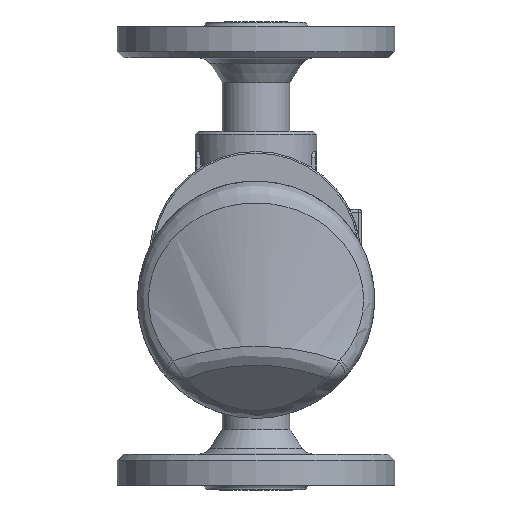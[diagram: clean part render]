
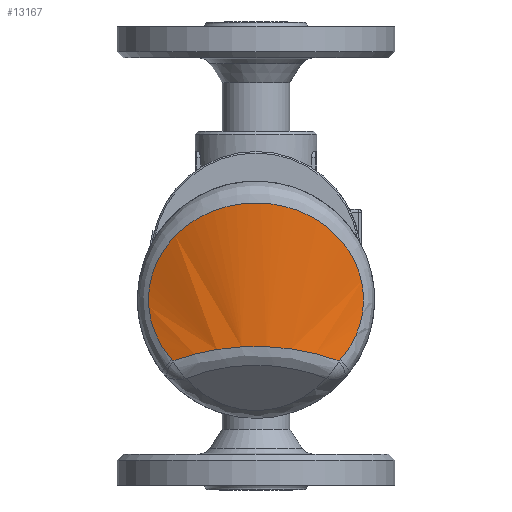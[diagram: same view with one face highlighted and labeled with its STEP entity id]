
A CAD part, left-side view. The second image highlights one B-rep face of the part: STEP entity #13167.
In plain terms, the highlighted free-form (B-spline) face has degree [1, 2] with [2, 9] control points.
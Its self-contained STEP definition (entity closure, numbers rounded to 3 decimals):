
#10091=CARTESIAN_POINT('',(-40.594,-26.975,-19.277));
#10092=VERTEX_POINT('',#10091);
#10100=CARTESIAN_POINT('',(-40.741,-26.619,-19.599));
#10101=VERTEX_POINT('',#10100);
#10102=CARTESIAN_POINT('',(-40.594,-26.975,-19.277));
#10103=CARTESIAN_POINT('',(-40.638,-26.869,-19.397));
#10104=CARTESIAN_POINT('',(-40.687,-26.75,-19.506));
#10105=CARTESIAN_POINT('',(-40.741,-26.619,-19.599));
#10106=B_SPLINE_CURVE_WITH_KNOTS('',3,(#10102,#10103,#10104,#10105),.UNSPECIFIED.,.F.,.U.,(4,4),(0.,0.047),.UNSPECIFIED.);
#10107=EDGE_CURVE('',#10092,#10101,#10106,.T.);
#10278=CARTESIAN_POINT('',(-40.594,26.975,-19.277));
#10279=VERTEX_POINT('',#10278);
#10298=CARTESIAN_POINT('',(-40.741,26.619,-19.599));
#10299=VERTEX_POINT('',#10298);
#10307=CARTESIAN_POINT('',(-40.741,26.619,-19.599));
#10308=CARTESIAN_POINT('',(-40.687,26.75,-19.506));
#10309=CARTESIAN_POINT('',(-40.638,26.869,-19.397));
#10310=CARTESIAN_POINT('',(-40.594,26.975,-19.277));
#10311=B_SPLINE_CURVE_WITH_KNOTS('',3,(#10307,#10308,#10309,#10310),.UNSPECIFIED.,.F.,.U.,(4,4),(0.,0.047),.UNSPECIFIED.);
#10312=EDGE_CURVE('',#10299,#10279,#10311,.T.);
#10574=CARTESIAN_POINT('',(24.,0.,-76.479));
#10575=DIRECTION('',(-0.66,0.,-0.751));
#10576=DIRECTION('',(-0.751,0.,0.66));
#10577=AXIS2_PLACEMENT_3D('',#10574,#10575,#10576);
#10578=ELLIPSE('',#10577,93.179,70.);
#10579=EDGE_CURVE('',#10101,#10299,#10578,.T.);
#11255=CARTESIAN_POINT('',(-40.594,26.975,-19.277));
#11256=CARTESIAN_POINT('',(-40.359,27.538,-18.639));
#11257=CARTESIAN_POINT('',(-39.893,28.611,-17.319));
#11258=CARTESIAN_POINT('',(-39.229,30.048,-15.222));
#11259=CARTESIAN_POINT('',(-38.617,31.299,-13.02));
#11260=CARTESIAN_POINT('',(-38.08,32.349,-10.742));
#11261=CARTESIAN_POINT('',(-37.627,33.201,-8.378));
#11262=CARTESIAN_POINT('',(-37.156,34.063,-5.114));
#11263=CARTESIAN_POINT('',(-36.94,34.443,-2.034));
#11264=CARTESIAN_POINT('',(-36.936,34.451,0.754));
#11265=CARTESIAN_POINT('',(-37.008,34.323,2.993));
#11266=CARTESIAN_POINT('',(-37.24,33.909,5.78));
#11267=CARTESIAN_POINT('',(-37.646,33.167,8.491));
#11268=CARTESIAN_POINT('',(-38.054,32.395,10.577));
#11269=CARTESIAN_POINT('',(-38.516,31.501,12.624));
#11270=CARTESIAN_POINT('',(-39.18,30.16,15.094));
#11271=CARTESIAN_POINT('',(-39.873,28.654,17.253));
#11272=CARTESIAN_POINT('',(-40.387,27.47,18.713));
#11273=CARTESIAN_POINT('',(-41.008,25.989,20.411));
#11274=CARTESIAN_POINT('',(-42.184,22.961,23.325));
#11275=CARTESIAN_POINT('',(-43.359,19.209,25.854));
#11276=CARTESIAN_POINT('',(-44.145,16.037,27.451));
#11277=CARTESIAN_POINT('',(-44.633,13.849,28.421));
#11278=CARTESIAN_POINT('',(-45.164,10.979,29.447));
#11279=CARTESIAN_POINT('',(-45.562,7.985,30.192));
#11280=CARTESIAN_POINT('',(-45.788,5.547,30.611));
#11281=CARTESIAN_POINT('',(-45.91,3.709,30.835));
#11282=CARTESIAN_POINT('',(-45.984,1.854,30.97));
#11283=CARTESIAN_POINT('',(-46.016,-0.622,31.03));
#11284=CARTESIAN_POINT('',(-45.934,-3.733,30.879));
#11285=CARTESIAN_POINT('',(-45.636,-7.436,30.332));
#11286=CARTESIAN_POINT('',(-45.237,-10.427,29.582));
#11287=CARTESIAN_POINT('',(-44.841,-12.725,28.822));
#11288=CARTESIAN_POINT('',(-44.397,-14.972,27.956));
#11289=CARTESIAN_POINT('',(-43.757,-17.679,26.673));
#11290=CARTESIAN_POINT('',(-43.034,-20.205,25.147));
#11291=CARTESIAN_POINT('',(-42.426,-22.097,23.799));
#11292=CARTESIAN_POINT('',(-41.961,-23.446,22.729));
#11293=CARTESIAN_POINT('',(-41.487,-24.739,21.591));
#11294=CARTESIAN_POINT('',(-40.851,-26.374,19.991));
#11295=CARTESIAN_POINT('',(-40.062,-28.245,17.844));
#11296=CARTESIAN_POINT('',(-39.171,-30.178,15.062));
#11297=CARTESIAN_POINT('',(-38.381,-31.771,12.124));
#11298=CARTESIAN_POINT('',(-37.719,-33.034,8.992));
#11299=CARTESIAN_POINT('',(-37.289,-33.821,6.093));
#11300=CARTESIAN_POINT('',(-37.048,-34.252,3.514));
#11301=CARTESIAN_POINT('',(-36.939,-34.444,1.293));
#11302=CARTESIAN_POINT('',(-36.927,-34.465,-1.891));
#11303=CARTESIAN_POINT('',(-37.161,-34.053,-5.159));
#11304=CARTESIAN_POINT('',(-37.629,-33.198,-8.388));
#11305=CARTESIAN_POINT('',(-38.234,-32.058,-11.55));
#11306=CARTESIAN_POINT('',(-39.017,-30.505,-14.556));
#11307=CARTESIAN_POINT('',(-39.895,-28.607,-17.323));
#11308=CARTESIAN_POINT('',(-40.359,-27.538,-18.639));
#11309=CARTESIAN_POINT('',(-40.594,-26.975,-19.277));
#11310=B_SPLINE_CURVE_WITH_KNOTS('',3,(#11255,#11256,#11257,#11258,#11259,#11260,#11261,#11262,#11263,#11264,#11265,#11266,#11267,#11268,#11269,#11270,#11271,#11272,#11273,#11274,#11275,#11276,#11277,#11278,#11279,#11280,#11281,#11282,#11283,#11284,#11285,#11286,#11287,#11288,#11289,#11290,#11291,#11292,#11293,#11294,#11295,#11296,#11297,#11298,#11299,#11300,#11301,#11302,#11303,#11304,#11305,#11306,#11307,#11308,#11309),.UNSPECIFIED.,.F.,.U.,(4,1,1,1,1,1,1,1,1,1,1,1,1,1,1,1,1,1,1,1,1,1,1,1,1,1,1,1,1,1,1,1,1,1,1,1,1,1,1,1,1,1,1,1,1,1,1,1,1,1,1,1,4),(12.67,12.921,13.172,13.423,13.674,13.925,14.175,14.677,14.844,15.012,15.346,15.681,15.848,16.015,16.349,16.684,16.795,16.907,17.353,18.022,18.189,18.356,18.691,19.025,19.192,19.36,19.527,19.694,20.029,20.363,20.697,20.865,21.032,21.366,21.701,21.868,22.035,22.203,22.37,22.704,23.039,23.373,23.708,24.042,24.265,24.488,24.711,25.213,25.464,25.714,26.216,26.467,26.718),.UNSPECIFIED.);
#11311=EDGE_CURVE('',#10279,#10092,#11310,.T.);
#13135=CARTESIAN_POINT('',(-34.788,-38.,-19.599));
#13136=CARTESIAN_POINT('',(-34.788,-38.,31.03));
#13137=CARTESIAN_POINT('',(3.212,-96.788,-19.599));
#13138=CARTESIAN_POINT('',(3.212,-96.788,31.03));
#13139=CARTESIAN_POINT('',(62.,-58.788,-19.599));
#13140=CARTESIAN_POINT('',(62.,-58.788,31.03));
#13141=CARTESIAN_POINT('',(120.788,-20.788,-19.599));
#13142=CARTESIAN_POINT('',(120.788,-20.788,31.03));
#13143=CARTESIAN_POINT('',(82.788,38.,-19.599));
#13144=CARTESIAN_POINT('',(82.788,38.,31.03));
#13145=CARTESIAN_POINT('',(44.788,96.788,-19.599));
#13146=CARTESIAN_POINT('',(44.788,96.788,31.03));
#13147=CARTESIAN_POINT('',(-14.,58.788,-19.599));
#13148=CARTESIAN_POINT('',(-14.,58.788,31.03));
#13149=CARTESIAN_POINT('',(-72.788,20.788,-19.599));
#13150=CARTESIAN_POINT('',(-72.788,20.788,31.03));
#13151=CARTESIAN_POINT('',(-34.788,-38.,-19.599));
#13152=CARTESIAN_POINT('',(-34.788,-38.,31.03));
#13160=(BOUNDED_SURFACE()B_SPLINE_SURFACE(1,2,((#13135,#13137,#13139,#13141,#13143,#13145,#13147,#13149,#13151),(#13136,#13138,#13140,#13142,#13144,#13146,#13148,#13150,#13152)),.UNSPECIFIED.,.F.,.T.,.U.)B_SPLINE_SURFACE_WITH_KNOTS((2,2),(3,2,2,2,3),(-0.28,0.443),(0.0,109.956,219.911,329.867,439.823),.UNSPECIFIED.)GEOMETRIC_REPRESENTATION_ITEM()RATIONAL_B_SPLINE_SURFACE(((1.0,0.707,1.0,0.707,1.0,0.707,1.0,0.707,1.0),(1.0,0.707,1.0,0.707,1.0,0.707,1.0,0.707,1.0)))REPRESENTATION_ITEM('')SURFACE());
#13161=ORIENTED_EDGE('',*,*,#10107,.F.);
#13162=ORIENTED_EDGE('',*,*,#11311,.F.);
#13163=ORIENTED_EDGE('',*,*,#10312,.F.);
#13164=ORIENTED_EDGE('',*,*,#10579,.F.);
#13165=EDGE_LOOP('',(#13161,#13162,#13163,#13164));
#13166=FACE_OUTER_BOUND('',#13165,.T.);
#13167=ADVANCED_FACE('',(#13166),#13160,.F.);
